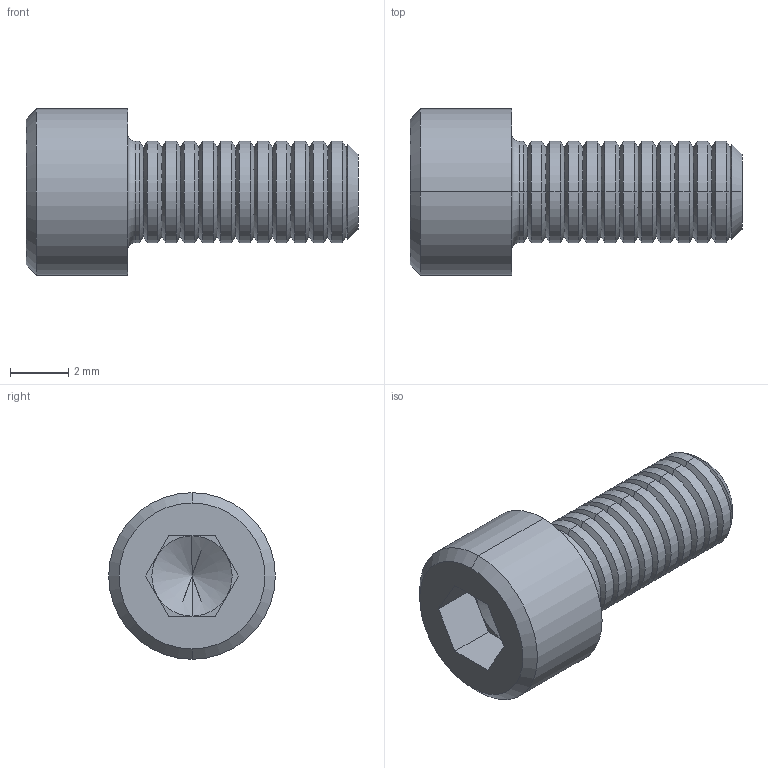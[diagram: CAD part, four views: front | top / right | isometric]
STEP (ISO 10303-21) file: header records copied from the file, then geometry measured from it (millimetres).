
FILE_DESCRIPTION (( 'STEP AP214' ), '1' );
FILE_NAME ('40516_TXP-SHCS 0.312 Length.STEP', '2017-03-28T20:22:36', ( '' ), ( '' ), 'SwSTEP 2.0', 'SolidWorks 2016', '' );
FILE_SCHEMA (( 'AUTOMOTIVE_DESIGN' ));
Length unit declared in the file: millimetre
Products named in the file (2): 40516_TXP-SHCS 0.312 Length
Bounding box: 11.44 x 5.74 x 5.74 mm (x, y, z)
Volume: 149.1 mm3; surface area: 239.8 mm2
Topology: 1 solids, 1 shells, 97 faces, 198 edges, 103 vertices
Faces by surface type: cone 54, cylinder 26, plane 15, torus 2
Entity records: 3574 total; most frequent: DIRECTION 486, CARTESIAN_POINT 398, ORIENTED_EDGE 392, EDGE_CURVE 196, AXIS2_PLACEMENT_3D 191, LINE 104, VECTOR 104, VERTEX_POINT 103
